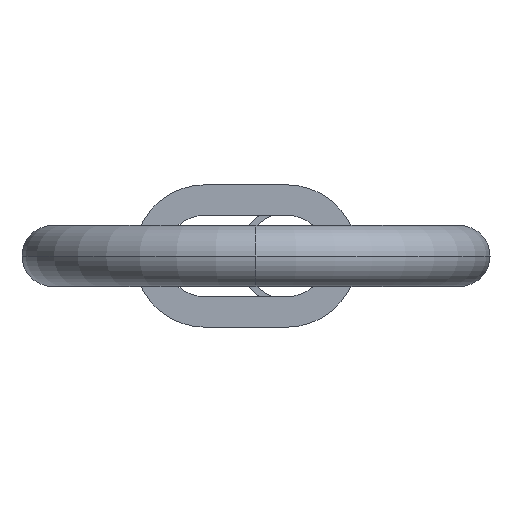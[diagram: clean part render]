
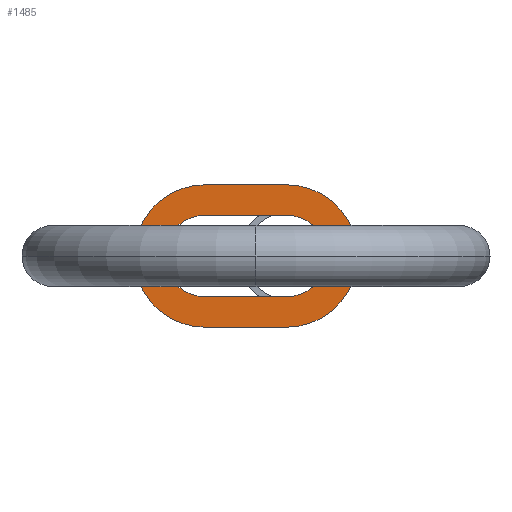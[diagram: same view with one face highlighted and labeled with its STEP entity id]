
A CAD part, left-side view. The second image highlights one B-rep face of the part: STEP entity #1485.
In plain terms, the highlighted face is planar.
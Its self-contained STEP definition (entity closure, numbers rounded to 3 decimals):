
#13 = LINE ( 'NONE', #1172, #1132 ) ;
#14 = AXIS2_PLACEMENT_3D ( 'NONE', #1024, #498, #626 ) ;
#28 = VERTEX_POINT ( 'NONE', #113 ) ;
#90 = EDGE_CURVE ( 'NONE', #1486, #505, #1442, .T. ) ;
#113 = CARTESIAN_POINT ( 'NONE',  ( -2., -4., -13. ) ) ;
#129 = CARTESIAN_POINT ( 'NONE',  ( 3.5, 0., -13. ) ) ;
#149 = VERTEX_POINT ( 'NONE', #272 ) ;
#174 = CIRCLE ( 'NONE', #1439, 3.5 ) ;
#197 = CIRCLE ( 'NONE', #1714, 2. ) ;
#210 = CARTESIAN_POINT ( 'NONE',  ( 2., 0., -13. ) ) ;
#224 = DIRECTION ( 'NONE',  ( 0., -1., 0. ) ) ;
#241 = DIRECTION ( 'NONE',  ( 1., 0., 0. ) ) ;
#266 = CARTESIAN_POINT ( 'NONE',  ( 0., -4., -13. ) ) ;
#272 = CARTESIAN_POINT ( 'NONE',  ( 2., -4., -13. ) ) ;
#288 = AXIS2_PLACEMENT_3D ( 'NONE', #266, #1210, #1498 ) ;
#305 = EDGE_LOOP ( 'NONE', ( #805, #648, #912, #1317 ) ) ;
#345 = VERTEX_POINT ( 'NONE', #1114 ) ;
#457 = VECTOR ( 'NONE', #792, 1000. ) ;
#463 = ORIENTED_EDGE ( 'NONE', *, *, #884, .F. ) ;
#490 = CARTESIAN_POINT ( 'NONE',  ( 0., 0., -13. ) ) ;
#498 = DIRECTION ( 'NONE',  ( 0., 0., 1. ) ) ;
#504 = AXIS2_PLACEMENT_3D ( 'NONE', #1042, #1767, #925 ) ;
#505 = VERTEX_POINT ( 'NONE', #1311 ) ;
#553 = LINE ( 'NONE', #1019, #634 ) ;
#626 = DIRECTION ( 'NONE',  ( 1., 0., 0. ) ) ;
#634 = VECTOR ( 'NONE', #224, 1000. ) ;
#637 = DIRECTION ( 'NONE',  ( 0., 1., 0. ) ) ;
#648 = ORIENTED_EDGE ( 'NONE', *, *, #942, .T. ) ;
#653 = EDGE_CURVE ( 'NONE', #345, #28, #553, .T. ) ;
#696 = CIRCLE ( 'NONE', #288, 3.5 ) ;
#714 = VECTOR ( 'NONE', #637, 1000. ) ;
#744 = CARTESIAN_POINT ( 'NONE',  ( -3.5, -4., -13. ) ) ;
#792 = DIRECTION ( 'NONE',  ( 0., 1., 0. ) ) ;
#805 = ORIENTED_EDGE ( 'NONE', *, *, #653, .T. ) ;
#875 = CARTESIAN_POINT ( 'NONE',  ( -3.5, 0., -13. ) ) ;
#884 = EDGE_CURVE ( 'NONE', #505, #1081, #174, .T. ) ;
#912 = ORIENTED_EDGE ( 'NONE', *, *, #1501, .T. ) ;
#925 = DIRECTION ( 'NONE',  ( 1., 0., 0. ) ) ;
#933 = EDGE_CURVE ( 'NONE', #1081, #965, #13, .T. ) ;
#937 = FACE_OUTER_BOUND ( 'NONE', #1617, .T. ) ;
#942 = EDGE_CURVE ( 'NONE', #28, #149, #1554, .T. ) ;
#965 = VERTEX_POINT ( 'NONE', #744 ) ;
#1019 = CARTESIAN_POINT ( 'NONE',  ( -2., -4., -13. ) ) ;
#1024 = CARTESIAN_POINT ( 'NONE',  ( 0., 0., -13. ) ) ;
#1042 = CARTESIAN_POINT ( 'NONE',  ( 0., -4., -13. ) ) ;
#1065 = ORIENTED_EDGE ( 'NONE', *, *, #1627, .F. ) ;
#1081 = VERTEX_POINT ( 'NONE', #875 ) ;
#1114 = CARTESIAN_POINT ( 'NONE',  ( -2., 0., -13. ) ) ;
#1132 = VECTOR ( 'NONE', #1450, 1000. ) ;
#1162 = DIRECTION ( 'NONE',  ( 0., 0., 1. ) ) ;
#1165 = EDGE_CURVE ( 'NONE', #1725, #345, #197, .T. ) ;
#1172 = CARTESIAN_POINT ( 'NONE',  ( -3.5, -4., -13. ) ) ;
#1190 = PLANE ( 'NONE',  #14 ) ;
#1210 = DIRECTION ( 'NONE',  ( 0., 0., 1. ) ) ;
#1221 = LINE ( 'NONE', #210, #714 ) ;
#1311 = CARTESIAN_POINT ( 'NONE',  ( 3.5, 0., -13. ) ) ;
#1317 = ORIENTED_EDGE ( 'NONE', *, *, #1165, .T. ) ;
#1334 = CARTESIAN_POINT ( 'NONE',  ( 3.5, -4., -13. ) ) ;
#1349 = DIRECTION ( 'NONE',  ( 1., 0., 0. ) ) ;
#1439 = AXIS2_PLACEMENT_3D ( 'NONE', #490, #1162, #241 ) ;
#1442 = LINE ( 'NONE', #129, #457 ) ;
#1450 = DIRECTION ( 'NONE',  ( 0., -1., 0. ) ) ;
#1485 = ADVANCED_FACE ( 'NONE', ( #1686, #937 ), #1190, .F. ) ;
#1486 = VERTEX_POINT ( 'NONE', #1334 ) ;
#1498 = DIRECTION ( 'NONE',  ( 1., 0., 0. ) ) ;
#1501 = EDGE_CURVE ( 'NONE', #149, #1725, #1221, .T. ) ;
#1554 = CIRCLE ( 'NONE', #504, 2. ) ;
#1606 = DIRECTION ( 'NONE',  ( 0., 0., 1. ) ) ;
#1617 = EDGE_LOOP ( 'NONE', ( #463, #1663, #1065, #1680 ) ) ;
#1627 = EDGE_CURVE ( 'NONE', #965, #1486, #696, .T. ) ;
#1660 = CARTESIAN_POINT ( 'NONE',  ( 2., 0., -13. ) ) ;
#1663 = ORIENTED_EDGE ( 'NONE', *, *, #90, .F. ) ;
#1680 = ORIENTED_EDGE ( 'NONE', *, *, #933, .F. ) ;
#1686 = FACE_BOUND ( 'NONE', #305, .T. ) ;
#1714 = AXIS2_PLACEMENT_3D ( 'NONE', #1762, #1606, #1349 ) ;
#1725 = VERTEX_POINT ( 'NONE', #1660 ) ;
#1762 = CARTESIAN_POINT ( 'NONE',  ( 0., 0., -13. ) ) ;
#1767 = DIRECTION ( 'NONE',  ( 0., 0., 1. ) ) ;
